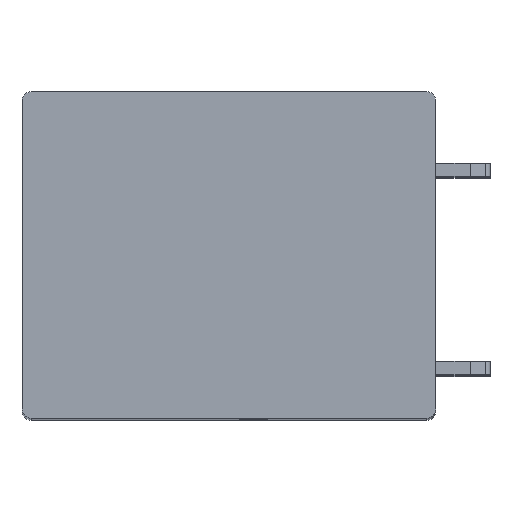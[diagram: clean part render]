
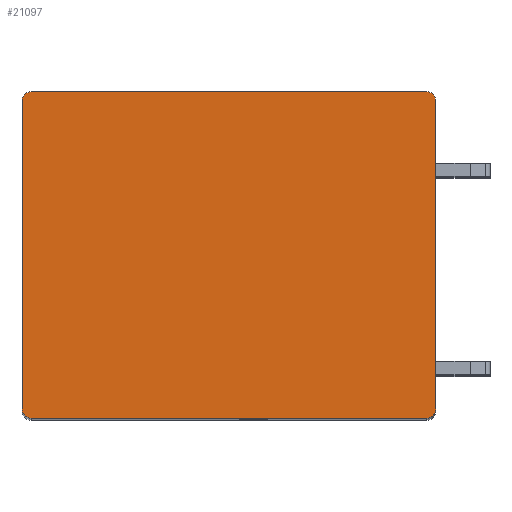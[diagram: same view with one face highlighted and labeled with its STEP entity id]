
A CAD part, top view. The second image highlights one B-rep face of the part: STEP entity #21097.
In plain terms, the highlighted planar face has unit normal (0, 0, 1).
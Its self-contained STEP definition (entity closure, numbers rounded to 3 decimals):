
#7929=CARTESIAN_POINT('',(-13.8,9.,85.));
#7930=DIRECTION('',(0.,0.,1.));
#7931=DIRECTION('',(0.,1.,0.));
#7932=AXIS2_PLACEMENT_3D('',#7929,#7930,#7931);
#7934=DIRECTION('',(-1.,0.,0.));
#7935=VECTOR('',#7934,29.9);
#7936=CARTESIAN_POINT('',(16.1,9.7,85.));
#7937=LINE('',#7936,#7935);
#7938=CARTESIAN_POINT('',(16.1,9.,85.));
#7939=DIRECTION('',(0.,0.,1.));
#7940=DIRECTION('',(1.,0.,0.));
#7941=AXIS2_PLACEMENT_3D('',#7938,#7939,#7940);
#7943=DIRECTION('',(0.,1.,0.));
#7944=VECTOR('',#7943,23.3);
#7945=CARTESIAN_POINT('',(16.8,-14.3,85.));
#7946=LINE('',#7945,#7944);
#7947=CARTESIAN_POINT('',(16.1,-14.3,85.));
#7948=DIRECTION('',(0.,0.,1.));
#7949=DIRECTION('',(0.,-1.,0.));
#7950=AXIS2_PLACEMENT_3D('',#7947,#7948,#7949);
#7952=DIRECTION('',(1.,0.,0.));
#7953=VECTOR('',#7952,29.9);
#7954=CARTESIAN_POINT('',(-13.8,-15.,85.));
#7955=LINE('',#7954,#7953);
#7956=CARTESIAN_POINT('',(-13.8,-14.3,85.));
#7957=DIRECTION('',(0.,0.,1.));
#7958=DIRECTION('',(-1.,0.,0.));
#7959=AXIS2_PLACEMENT_3D('',#7956,#7957,#7958);
#7961=DIRECTION('',(0.,-1.,0.));
#7962=VECTOR('',#7961,23.3);
#7963=CARTESIAN_POINT('',(-14.5,9.,85.));
#7964=LINE('',#7963,#7962);
#9185=CARTESIAN_POINT('',(-13.8,9.7,85.));
#9186=VERTEX_POINT('',#9185);
#9187=CARTESIAN_POINT('',(-14.5,9.,85.));
#9188=VERTEX_POINT('',#9187);
#9193=CARTESIAN_POINT('',(16.8,9.,85.));
#9194=VERTEX_POINT('',#9193);
#9195=CARTESIAN_POINT('',(16.1,9.7,85.));
#9196=VERTEX_POINT('',#9195);
#9201=CARTESIAN_POINT('',(-14.5,-14.3,85.));
#9202=VERTEX_POINT('',#9201);
#9203=CARTESIAN_POINT('',(-13.8,-15.,85.));
#9204=VERTEX_POINT('',#9203);
#9209=CARTESIAN_POINT('',(16.1,-15.,85.));
#9210=VERTEX_POINT('',#9209);
#9211=CARTESIAN_POINT('',(16.8,-14.3,85.));
#9212=VERTEX_POINT('',#9211);
#21082=CARTESIAN_POINT('',(0.,0.,85.));
#21083=DIRECTION('',(0.,0.,1.));
#21084=DIRECTION('',(1.,0.,0.));
#21085=AXIS2_PLACEMENT_3D('',#21082,#21083,#21084);
#21086=PLANE('',#21085);
#21087=ORIENTED_EDGE('',*,*,#10178,.F.);
#21088=ORIENTED_EDGE('',*,*,#10194,.F.);
#21089=ORIENTED_EDGE('',*,*,#10207,.F.);
#21090=ORIENTED_EDGE('',*,*,#10222,.F.);
#21091=ORIENTED_EDGE('',*,*,#16283,.F.);
#21092=ORIENTED_EDGE('',*,*,#16296,.F.);
#21093=ORIENTED_EDGE('',*,*,#17013,.F.);
#21094=ORIENTED_EDGE('',*,*,#17025,.F.);
#21095=EDGE_LOOP('',(#21087,#21088,#21089,#21090,#21091,#21092,#21093,#21094));
#21096=FACE_OUTER_BOUND('',#21095,.F.);
#7933=CIRCLE('',#7932,0.7);
#7942=CIRCLE('',#7941,0.7);
#7951=CIRCLE('',#7950,0.7);
#7960=CIRCLE('',#7959,0.7);
#10178=EDGE_CURVE('',#9186,#9188,#7933,.T.);
#10194=EDGE_CURVE('',#9196,#9186,#7937,.T.);
#10207=EDGE_CURVE('',#9194,#9196,#7942,.T.);
#10222=EDGE_CURVE('',#9212,#9194,#7946,.T.);
#16283=EDGE_CURVE('',#9210,#9212,#7951,.T.);
#16296=EDGE_CURVE('',#9204,#9210,#7955,.T.);
#17013=EDGE_CURVE('',#9202,#9204,#7960,.T.);
#17025=EDGE_CURVE('',#9188,#9202,#7964,.T.);
#21097=ADVANCED_FACE('',(#21096),#21086,.T.);
